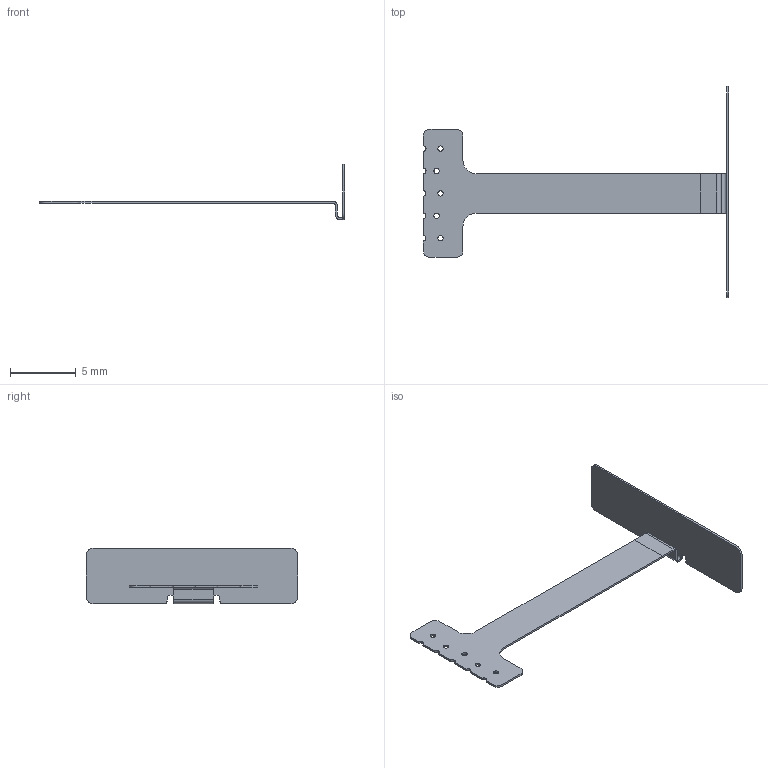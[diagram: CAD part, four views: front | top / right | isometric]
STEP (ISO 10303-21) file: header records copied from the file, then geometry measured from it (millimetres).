
FILE_DESCRIPTION((''),'2;1');
FILE_NAME('P2-142940_1_1','2012-09-04T',('Administrator'),(''),'PRO/ENGINEER BY PARAMETRIC TECHNOLOGY CORPORATION, 2008230','PRO/ENGINEER BY PARAMETRIC TECHNOLOGY CORPORATION, 2008230','');
FILE_SCHEMA(('AUTOMOTIVE_DESIGN_CC2 { 1 2 10303 214 -1 1 5 2 }'));
Length unit declared in the file: millimetre
Products named in the file (1): P2-142940_1_1
Bounding box: 23.15 x 16 x 4.2 mm (x, y, z)
Volume: 23.6 mm3; surface area: 331.1 mm2
Topology: 1 solids, 1 shells, 74 faces, 232 edges, 190 vertices
Faces by surface type: plane 39, cylinder 35
Entity records: 2677 total; most frequent: DIRECTION 452, CARTESIAN_POINT 445, ORIENTED_EDGE 392, EDGE_CURVE 196, VECTOR 162, LINE 162, AXIS2_PLACEMENT_3D 145, VERTEX_POINT 124
